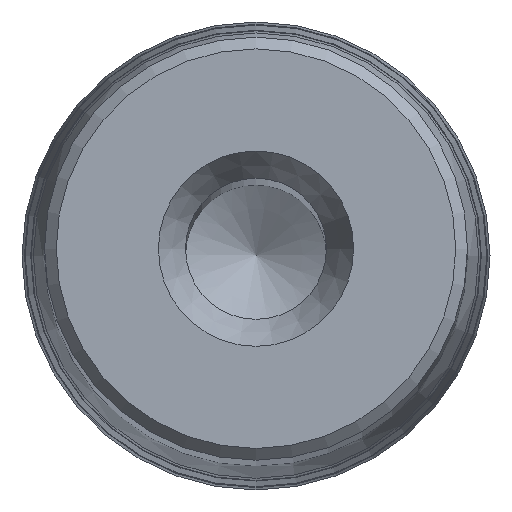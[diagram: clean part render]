
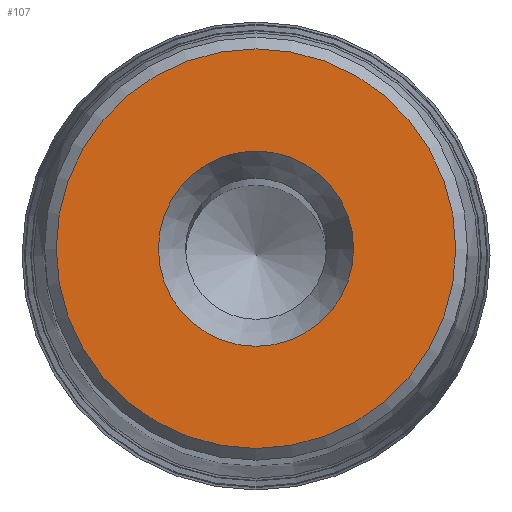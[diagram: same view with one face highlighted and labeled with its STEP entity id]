
A CAD part, top view. The second image highlights one B-rep face of the part: STEP entity #107.
In plain terms, the highlighted planar face has unit normal (0, 0, 1).
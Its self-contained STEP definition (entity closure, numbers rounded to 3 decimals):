
#49=PLANE('',#724);
#107=ADVANCED_FACE('',(#295,#296),#49,.T.);
#295=FACE_BOUND('',#397,.T.);
#296=FACE_BOUND('',#398,.T.);
#397=EDGE_LOOP('',(#499));
#398=EDGE_LOOP('',(#500));
#499=ORIENTED_EDGE('',*,*,#619,.T.);
#500=ORIENTED_EDGE('',*,*,#620,.T.);
#567=VERTEX_POINT('',#1275);
#568=VERTEX_POINT('',#1277);
#619=EDGE_CURVE('',#567,#567,#670,.T.);
#620=EDGE_CURVE('',#568,#568,#671,.T.);
#670=CIRCLE('',#722,8.5);
#671=CIRCLE('',#723,4.155);
#722=AXIS2_PLACEMENT_3D('',#1274,#860,#861);
#723=AXIS2_PLACEMENT_3D('',#1276,#862,#863);
#724=AXIS2_PLACEMENT_3D('',#1278,#864,#865);
#860=DIRECTION('',(0.,0.,1.));
#861=DIRECTION('',(1.,0.,0.));
#862=DIRECTION('',(0.,0.,-1.));
#863=DIRECTION('',(-1.,0.,0.));
#864=DIRECTION('',(0.,0.,1.));
#865=DIRECTION('',(1.,0.,0.));
#1274=CARTESIAN_POINT('',(0.,0.,140.));
#1275=CARTESIAN_POINT('',(8.5,0.,140.));
#1276=CARTESIAN_POINT('',(0.,0.,140.));
#1277=CARTESIAN_POINT('',(-4.155,0.,140.));
#1278=CARTESIAN_POINT('',(9.,0.,140.));
